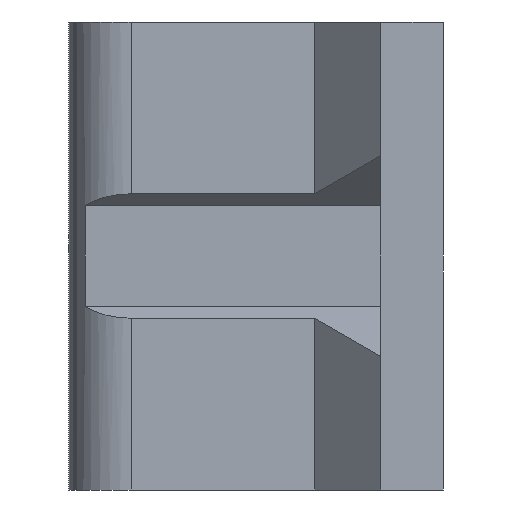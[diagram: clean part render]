
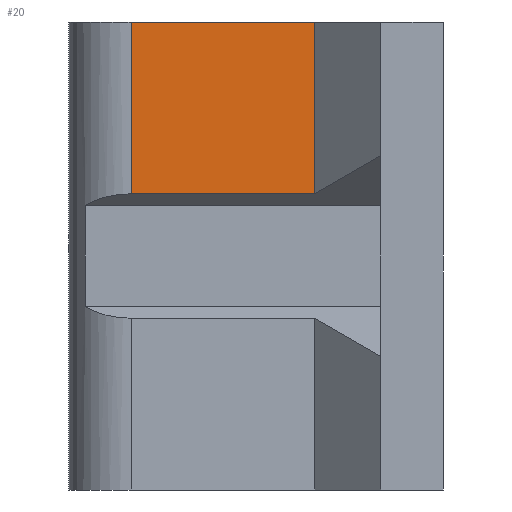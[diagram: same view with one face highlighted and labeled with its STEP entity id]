
A CAD part, left-side view. The second image highlights one B-rep face of the part: STEP entity #20.
In plain terms, the highlighted planar face has unit normal (-1, 0, 0).
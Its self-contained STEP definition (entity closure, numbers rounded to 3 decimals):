
#20 = ADVANCED_FACE ( 'NONE', ( #88 ), #96, .F. ) ;
#88 = FACE_OUTER_BOUND ( 'NONE', #971, .T. ) ;
#92 = VERTEX_POINT ( 'NONE', #866 ) ;
#96 = PLANE ( 'NONE',  #728 ) ;
#131 = ORIENTED_EDGE ( 'NONE', *, *, #185, .T. ) ;
#138 = ORIENTED_EDGE ( 'NONE', *, *, #555, .F. ) ;
#158 = LINE ( 'NONE', #428, #984 ) ;
#161 = DIRECTION ( 'NONE',  ( 0., -1., 0. ) ) ;
#164 = ORIENTED_EDGE ( 'NONE', *, *, #536, .F. ) ;
#184 = VECTOR ( 'NONE', #712, 1000. ) ;
#185 = EDGE_CURVE ( 'NONE', #372, #317, #258, .T. ) ;
#258 = LINE ( 'NONE', #865, #739 ) ;
#271 = VECTOR ( 'NONE', #161, 1000. ) ;
#301 = ORIENTED_EDGE ( 'NONE', *, *, #766, .T. ) ;
#317 = VERTEX_POINT ( 'NONE', #976 ) ;
#372 = VERTEX_POINT ( 'NONE', #599 ) ;
#428 = CARTESIAN_POINT ( 'NONE',  ( -8., 12., 7.5 ) ) ;
#476 = CARTESIAN_POINT ( 'NONE',  ( -8., 12., 7.5 ) ) ;
#496 = DIRECTION ( 'NONE',  ( 0., 0., -1. ) ) ;
#536 = EDGE_CURVE ( 'NONE', #92, #643, #820, .T. ) ;
#555 = EDGE_CURVE ( 'NONE', #372, #92, #158, .T. ) ;
#599 = CARTESIAN_POINT ( 'NONE',  ( -8., 10., 7.5 ) ) ;
#643 = VERTEX_POINT ( 'NONE', #983 ) ;
#663 = LINE ( 'NONE', #1102, #271 ) ;
#673 = DIRECTION ( 'NONE',  ( 0., 1., 0. ) ) ;
#712 = DIRECTION ( 'NONE',  ( 0., 0., -1. ) ) ;
#728 = AXIS2_PLACEMENT_3D ( 'NONE', #476, #845, #673 ) ;
#739 = VECTOR ( 'NONE', #496, 1000. ) ;
#766 = EDGE_CURVE ( 'NONE', #317, #643, #663, .T. ) ;
#820 = LINE ( 'NONE', #980, #184 ) ;
#845 = DIRECTION ( 'NONE',  ( 1., 0., 0. ) ) ;
#865 = CARTESIAN_POINT ( 'NONE',  ( -8., 10., 7.5 ) ) ;
#866 = CARTESIAN_POINT ( 'NONE',  ( -8., 4.121, 7.5 ) ) ;
#971 = EDGE_LOOP ( 'NONE', ( #131, #301, #164, #138 ) ) ;
#976 = CARTESIAN_POINT ( 'NONE',  ( -8., 10., 1.992 ) ) ;
#980 = CARTESIAN_POINT ( 'NONE',  ( -8., 4.121, 7.5 ) ) ;
#983 = CARTESIAN_POINT ( 'NONE',  ( -8., 4.121, 1.992 ) ) ;
#984 = VECTOR ( 'NONE', #996, 1000. ) ;
#996 = DIRECTION ( 'NONE',  ( 0., -1., 0. ) ) ;
#1102 = CARTESIAN_POINT ( 'NONE',  ( -8., 12., 1.992 ) ) ;
